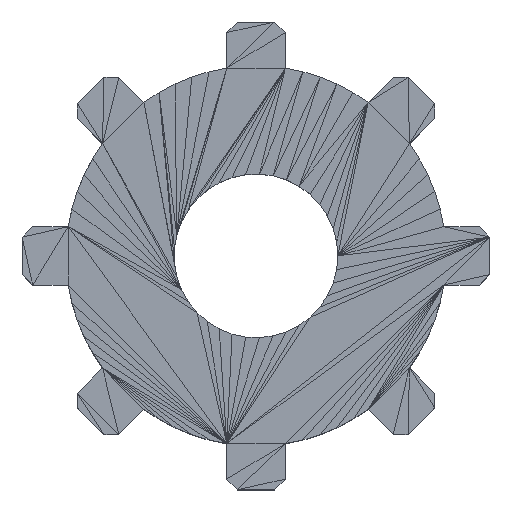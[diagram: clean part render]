
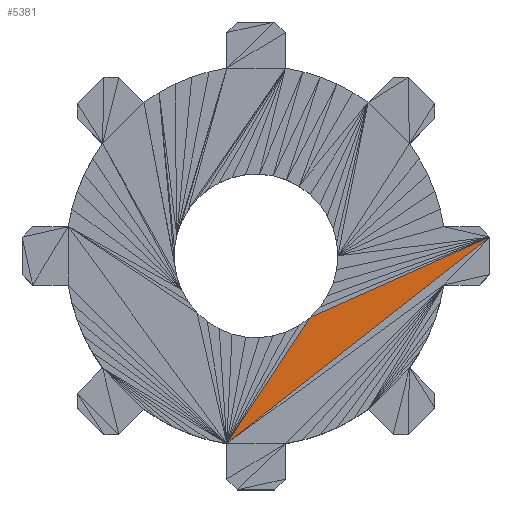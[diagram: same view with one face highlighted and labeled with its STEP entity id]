
A CAD part, top view. The second image highlights one B-rep face of the part: STEP entity #5381.
In plain terms, the highlighted planar face has unit normal (0, 0, 1).
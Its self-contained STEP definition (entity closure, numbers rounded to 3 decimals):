
#3234 = VERTEX_POINT('',#3235);
#3235 = CARTESIAN_POINT('',(7.,1.577,6.));
#5314 = PLANE('',#5315);
#5315 = AXIS2_PLACEMENT_3D('',#5316,#5317,#5318);
#5316 = CARTESIAN_POINT('',(11.552,5.049,6.));
#5317 = DIRECTION('',(0.,0.,1.));
#5318 = DIRECTION('',(1.,0.,0.));
#5331 = VERTEX_POINT('',#5332);
#5332 = CARTESIAN_POINT('',(16.,8.64,6.));
#5357 = EDGE_CURVE('',#5331,#3234,#5358,.T.);
#5358 = SURFACE_CURVE('',#5359,(#5363,#5370),.PCURVE_S1.);
#5359 = LINE('',#5360,#5361);
#5360 = CARTESIAN_POINT('',(16.,8.64,6.));
#5361 = VECTOR('',#5362,1.);
#5362 = DIRECTION('',(-0.787,-0.617,0.));
#5363 = PCURVE('',#5314,#5364);
#5364 = DEFINITIONAL_REPRESENTATION('',(#5365),#5369);
#5365 = LINE('',#5366,#5367);
#5366 = CARTESIAN_POINT('',(4.448,3.591));
#5367 = VECTOR('',#5368,1.);
#5368 = DIRECTION('',(-0.787,-0.617));
#5369 = ( GEOMETRIC_REPRESENTATION_CONTEXT(2) 
PARAMETRIC_REPRESENTATION_CONTEXT() REPRESENTATION_CONTEXT('2D SPACE',''
  ) );
#5370 = PCURVE('',#5371,#5376);
#5371 = PLANE('',#5372);
#5372 = AXIS2_PLACEMENT_3D('',#5373,#5374,#5375);
#5373 = CARTESIAN_POINT('',(11.229,5.428,6.));
#5374 = DIRECTION('',(0.,0.,1.));
#5375 = DIRECTION('',(0.,1.,0.));
#5376 = DEFINITIONAL_REPRESENTATION('',(#5377),#5380);
#5377 = B_SPLINE_CURVE_WITH_KNOTS('',1,(#5378,#5379),.UNSPECIFIED.,.F.,
  .F.,(2,2),(0.,11.44),.PIECEWISE_BEZIER_KNOTS.);
#5378 = CARTESIAN_POINT('',(3.212,-4.771));
#5379 = CARTESIAN_POINT('',(-3.85,4.229));
#5380 = ( GEOMETRIC_REPRESENTATION_CONTEXT(2) 
PARAMETRIC_REPRESENTATION_CONTEXT() REPRESENTATION_CONTEXT('2D SPACE',''
  ) );
#5381 = ADVANCED_FACE('',(#5382),#5371,.T.);
#5382 = FACE_BOUND('',#5383,.T.);
#5383 = EDGE_LOOP('',(#5384,#5385,#5412));
#5384 = ORIENTED_EDGE('',*,*,#5357,.F.);
#5385 = ORIENTED_EDGE('',*,*,#5386,.T.);
#5386 = EDGE_CURVE('',#5331,#5387,#5389,.T.);
#5387 = VERTEX_POINT('',#5388);
#5388 = CARTESIAN_POINT('',(9.85,5.898,6.));
#5389 = SURFACE_CURVE('',#5390,(#5394,#5401),.PCURVE_S1.);
#5390 = LINE('',#5391,#5392);
#5391 = CARTESIAN_POINT('',(16.,8.64,6.));
#5392 = VECTOR('',#5393,1.);
#5393 = DIRECTION('',(-0.913,-0.407,0.));
#5394 = PCURVE('',#5371,#5395);
#5395 = DEFINITIONAL_REPRESENTATION('',(#5396),#5400);
#5396 = LINE('',#5397,#5398);
#5397 = CARTESIAN_POINT('',(3.212,-4.771));
#5398 = VECTOR('',#5399,1.);
#5399 = DIRECTION('',(-0.407,0.913));
#5400 = ( GEOMETRIC_REPRESENTATION_CONTEXT(2) 
PARAMETRIC_REPRESENTATION_CONTEXT() REPRESENTATION_CONTEXT('2D SPACE',''
  ) );
#5401 = PCURVE('',#5402,#5407);
#5402 = PLANE('',#5403);
#5403 = AXIS2_PLACEMENT_3D('',#5404,#5405,#5406);
#5404 = CARTESIAN_POINT('',(12.899,7.307,6.));
#5405 = DIRECTION('',(0.,0.,1.));
#5406 = DIRECTION('',(0.,1.,0.));
#5407 = DEFINITIONAL_REPRESENTATION('',(#5408),#5411);
#5408 = B_SPLINE_CURVE_WITH_KNOTS('',1,(#5409,#5410),.UNSPECIFIED.,.F.,
  .F.,(2,2),(0.,6.734),.PIECEWISE_BEZIER_KNOTS.);
#5409 = CARTESIAN_POINT('',(1.333,-3.101));
#5410 = CARTESIAN_POINT('',(-1.409,3.049));
#5411 = ( GEOMETRIC_REPRESENTATION_CONTEXT(2) 
PARAMETRIC_REPRESENTATION_CONTEXT() REPRESENTATION_CONTEXT('2D SPACE',''
  ) );
#5412 = ORIENTED_EDGE('',*,*,#5413,.T.);
#5413 = EDGE_CURVE('',#5387,#3234,#5414,.T.);
#5414 = SURFACE_CURVE('',#5415,(#5419,#5426),.PCURVE_S1.);
#5415 = LINE('',#5416,#5417);
#5416 = CARTESIAN_POINT('',(9.85,5.898,6.));
#5417 = VECTOR('',#5418,1.);
#5418 = DIRECTION('',(-0.551,-0.835,0.));
#5419 = PCURVE('',#5371,#5420);
#5420 = DEFINITIONAL_REPRESENTATION('',(#5421),#5425);
#5421 = LINE('',#5422,#5423);
#5422 = CARTESIAN_POINT('',(0.47,1.379));
#5423 = VECTOR('',#5424,1.);
#5424 = DIRECTION('',(-0.835,0.551));
#5425 = ( GEOMETRIC_REPRESENTATION_CONTEXT(2) 
PARAMETRIC_REPRESENTATION_CONTEXT() REPRESENTATION_CONTEXT('2D SPACE',''
  ) );
#5426 = PCURVE('',#5427,#5432);
#5427 = PLANE('',#5428);
#5428 = AXIS2_PLACEMENT_3D('',#5429,#5430,#5431);
#5429 = CARTESIAN_POINT('',(8.394,3.766,6.));
#5430 = DIRECTION('',(0.,0.,1.));
#5431 = DIRECTION('',(1.,0.,0.));
#5432 = DEFINITIONAL_REPRESENTATION('',(#5433),#5436);
#5433 = B_SPLINE_CURVE_WITH_KNOTS('',1,(#5434,#5435),.UNSPECIFIED.,.F.,
  .F.,(2,2),(0.,5.176),.PIECEWISE_BEZIER_KNOTS.);
#5434 = CARTESIAN_POINT('',(1.456,2.132));
#5435 = CARTESIAN_POINT('',(-1.394,-2.188));
#5436 = ( GEOMETRIC_REPRESENTATION_CONTEXT(2) 
PARAMETRIC_REPRESENTATION_CONTEXT() REPRESENTATION_CONTEXT('2D SPACE',''
  ) );
